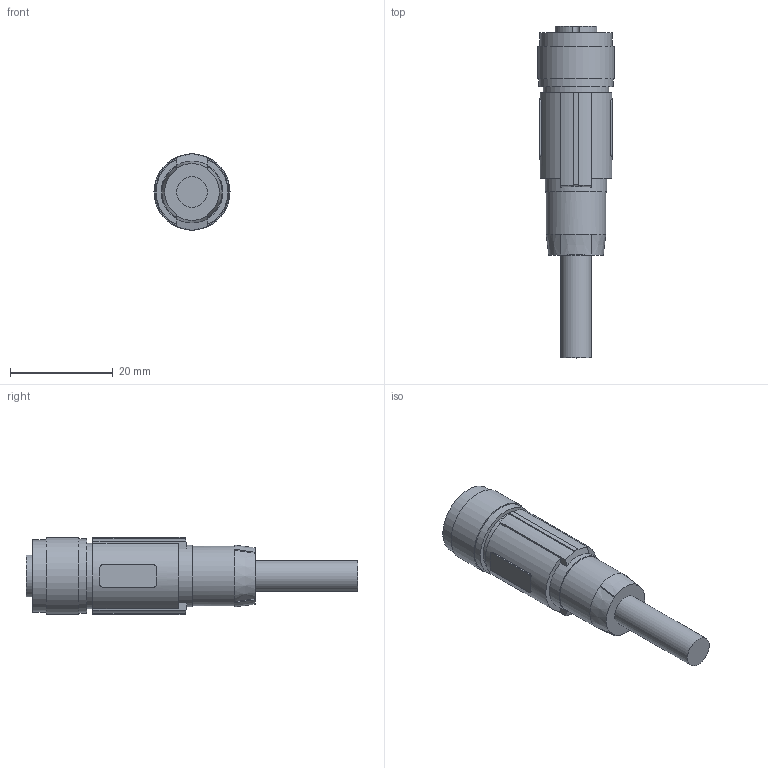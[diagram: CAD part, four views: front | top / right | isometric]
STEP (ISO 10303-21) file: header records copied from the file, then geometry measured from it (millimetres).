
FILE_DESCRIPTION (( 'STEP AP214' ), '1' );
FILE_NAME ('STARK_999 700_A.STEP', '2018-12-14T10:22:52', ( '' ), ( '' ), 'SwSTEP 2.0', 'SolidWorks 2017', '' );
FILE_SCHEMA (( 'AUTOMOTIVE_DESIGN' ));
Length unit declared in the file: millimetre
Products named in the file (1): STARK_999 700_A
Bounding box: 14.8 x 64.5 x 15 mm (x, y, z)
Volume: 6437.8 mm3; surface area: 3185.4 mm2
Topology: 1 solids, 1 shells, 89 faces, 213 edges, 141 vertices
Faces by surface type: plane 47, cylinder 33, cone 9
Full cylindrical faces by diameter (mm): 1.2 x5, 6 x1, 11 x1, 11.6 x1, 12 x1, 12.8 x1, 14 x1, 14.4 x1, 14.8 x1
Entity records: 2711 total; most frequent: CARTESIAN_POINT 514, DIRECTION 418, ORIENTED_EDGE 366, EDGE_CURVE 183, AXIS2_PLACEMENT_3D 169, VERTEX_POINT 129, EDGE_LOOP 122, FACE_OUTER_BOUND 102
